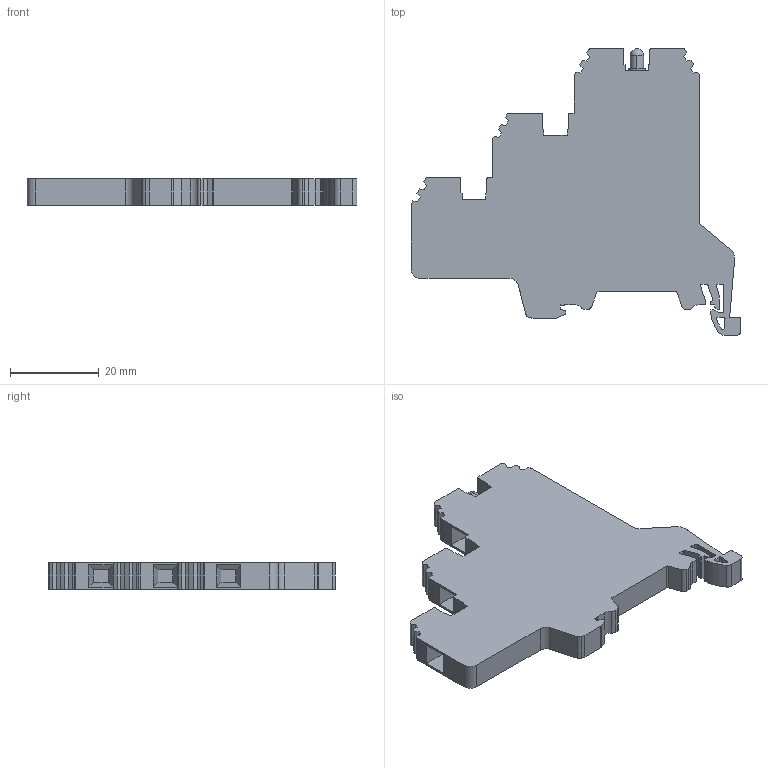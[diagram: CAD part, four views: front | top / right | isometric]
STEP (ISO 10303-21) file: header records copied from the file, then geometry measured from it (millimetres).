
FILE_DESCRIPTION (( 'STEP AP214' ), '1' );
FILE_NAME ('KN-TL14SLP.step', '2015-05-04T11:21:06', ( '' ), ( '' ), 'SwSTEP 2.0', 'SolidWorks 2014', '' );
FILE_SCHEMA (( 'AUTOMOTIVE_DESIGN' ));
Length unit declared in the file: millimetre
Products named in the file (1): KN-TL14SLP
Bounding box: 74.3 x 64.51 x 6 mm (x, y, z)
Volume: 16306.8 mm3; surface area: 7899.9 mm2
Topology: 3 solids, 3 shells, 228 faces, 659 edges, 438 vertices
Faces by surface type: plane 151, cylinder 76, sphere 1
Entity records: 7516 total; most frequent: CARTESIAN_POINT 1321, ORIENTED_EDGE 1312, DIRECTION 1266, EDGE_CURVE 656, LINE 504, VECTOR 504, VERTEX_POINT 436, AXIS2_PLACEMENT_3D 381
